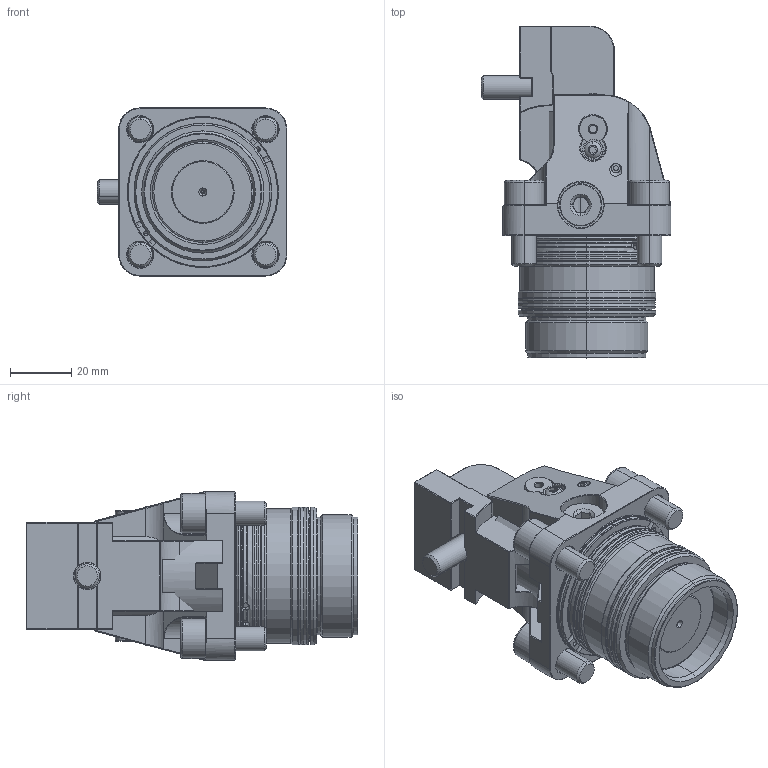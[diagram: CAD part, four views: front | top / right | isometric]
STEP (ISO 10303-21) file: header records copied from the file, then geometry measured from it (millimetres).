
FILE_DESCRIPTION (( 'STEP AP214' ), '1' );
FILE_NAME ('DLSP-A3308-030.step', '2025-12-19T09:54:30', ( '' ), ( '' ), 'SwSTEP 2.0', 'SolidWorks 2025', '' );
FILE_SCHEMA (( 'AUTOMOTIVE_DESIGN' ));
Length unit declared in the file: millimetre
Products named in the file (1): DLSP-A3308-030
Bounding box: 62.08 x 108.51 x 55 mm (x, y, z)
Volume: 161501.6 mm3; surface area: 46883.8 mm2
Topology: 19 solids, 20 shells, 969 faces, 2219 edges, 1318 vertices
Faces by surface type: plane 357, cone 257, cylinder 241, torus 86, bspline 24, sphere 4
Entity records: 32218 total; most frequent: CARTESIAN_POINT 10352, DIRECTION 4669, ORIENTED_EDGE 4402, EDGE_CURVE 2201, AXIS2_PLACEMENT_3D 1818, VERTEX_POINT 1318, EDGE_LOOP 1043, VECTOR 1033
